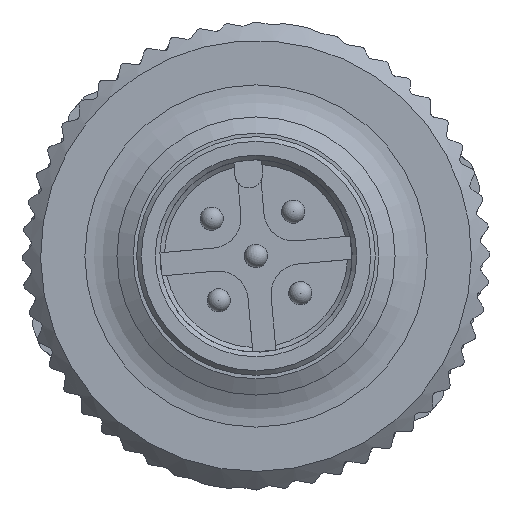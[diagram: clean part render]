
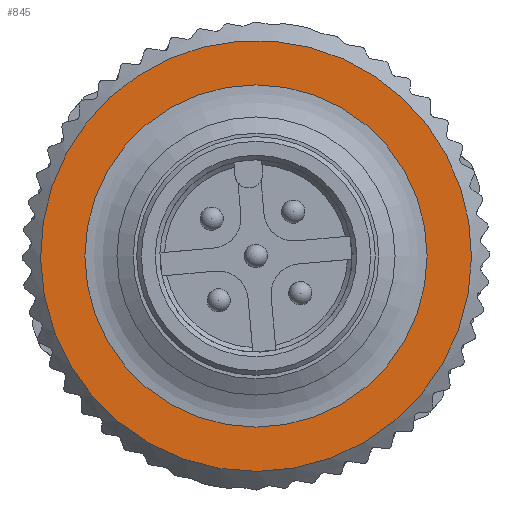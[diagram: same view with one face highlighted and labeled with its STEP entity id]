
A CAD part, left-side view. The second image highlights one B-rep face of the part: STEP entity #845.
In plain terms, the highlighted planar face has unit normal (-1, 0, 0).
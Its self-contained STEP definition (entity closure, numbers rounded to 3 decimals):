
#362=FACE_BOUND('',#2406,.T.);
#363=FACE_BOUND('',#2407,.T.);
#428=CIRCLE('',#11748,9.3);
#536=CIRCLE('',#11875,7.387);
#845=ADVANCED_FACE('',(#362,#363),#1447,.T.);
#1447=PLANE('',#11876);
#2406=EDGE_LOOP('',(#3937));
#2407=EDGE_LOOP('',(#3938));
#3937=ORIENTED_EDGE('',*,*,#8601,.T.);
#3938=ORIENTED_EDGE('',*,*,#8365,.T.);
#7189=VERTEX_POINT('',#18003);
#7407=VERTEX_POINT('',#18509);
#8365=EDGE_CURVE('',#7189,#7189,#428,.T.);
#8601=EDGE_CURVE('',#7407,#7407,#536,.T.);
#11748=AXIS2_PLACEMENT_3D('',#18002,#12789,#12790);
#11875=AXIS2_PLACEMENT_3D('',#18508,#13160,#13161);
#11876=AXIS2_PLACEMENT_3D('',#18510,#13162,#13163);
#12789=DIRECTION('',(-1.,0.,0.));
#12790=DIRECTION('',(0.,-0.985,-0.174));
#13160=DIRECTION('',(1.,0.,0.));
#13161=DIRECTION('',(0.,-0.985,-0.174));
#13162=DIRECTION('',(-1.,0.,0.));
#13163=DIRECTION('',(0.,-0.985,-0.174));
#18002=CARTESIAN_POINT('',(-9.,0.273,-0.065));
#18003=CARTESIAN_POINT('',(-9.,-8.886,-1.68));
#18508=CARTESIAN_POINT('',(-9.,0.273,-0.065));
#18509=CARTESIAN_POINT('',(-9.,-7.002,-1.348));
#18510=CARTESIAN_POINT('',(-9.,0.273,-0.065));
